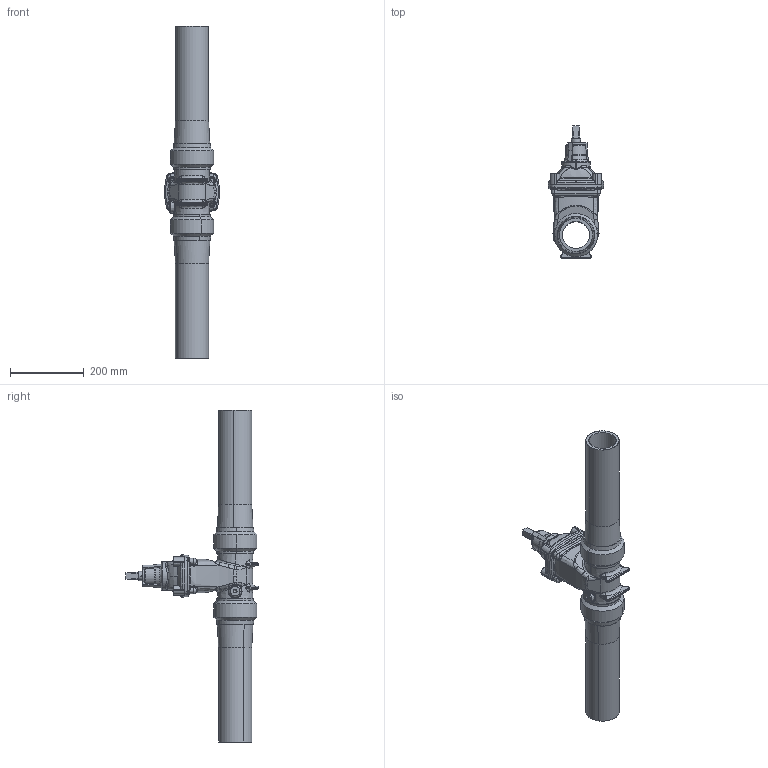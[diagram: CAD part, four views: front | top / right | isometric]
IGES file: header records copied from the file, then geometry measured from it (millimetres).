
Start section: SolidWorks IGES file using analytic representation for surfaces
Global section: file name: O_36_80_DN080_090mm.IGS; native system: SolidWorks 2012; preprocessor: SolidWorks 2012; author: ken; date: 150122.124139; units: millimetre
Bounding box: 150 x 360 x 899.9 mm (x, y, z)
Surface area: 576968.9 mm2 (no closed solid volume)
Topology: 0 solids, 0 shells, 430 faces, 3618 edges, 3607 vertices
Faces by surface type: bspline 288, revolution 142
